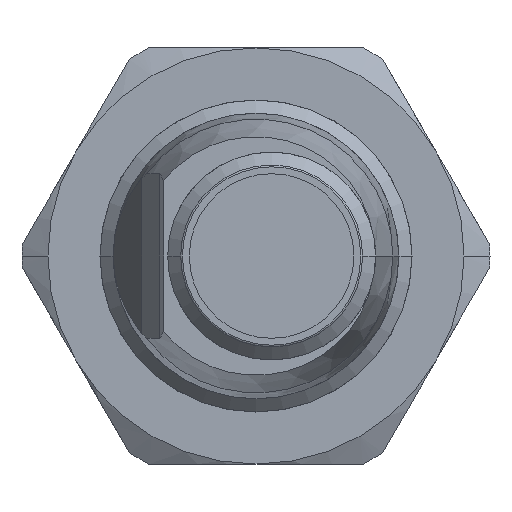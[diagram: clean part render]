
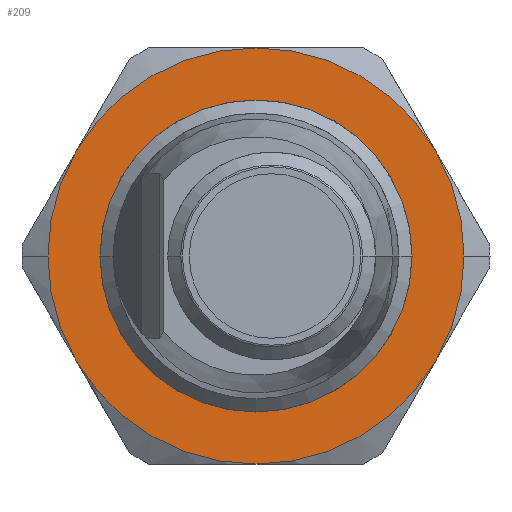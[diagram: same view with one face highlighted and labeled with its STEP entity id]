
A CAD part, left-side view. The second image highlights one B-rep face of the part: STEP entity #209.
In plain terms, the highlighted planar face has unit normal (-1, 0, 0).
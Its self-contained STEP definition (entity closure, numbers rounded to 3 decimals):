
#209=ADVANCED_FACE('',(#520,#521),#522,.F.);
#520=FACE_OUTER_BOUND('',#832,.T.);
#521=FACE_BOUND('',#833,.T.);
#522=PLANE('',#834);
#832=EDGE_LOOP('',(#1926,#1927,#1928,#1929,#1930,#1931,#1932,#1933));
#833=EDGE_LOOP('',(#1934,#1935));
#834=AXIS2_PLACEMENT_3D('',#1936,#1937,#1938);
#1926=ORIENTED_EDGE('',*,*,#2243,.F.);
#1927=ORIENTED_EDGE('',*,*,#2240,.F.);
#1928=ORIENTED_EDGE('',*,*,#2237,.F.);
#1929=ORIENTED_EDGE('',*,*,#2196,.F.);
#1930=ORIENTED_EDGE('',*,*,#2235,.F.);
#1931=ORIENTED_EDGE('',*,*,#2251,.F.);
#1932=ORIENTED_EDGE('',*,*,#2190,.F.);
#1933=ORIENTED_EDGE('',*,*,#2246,.F.);
#1934=ORIENTED_EDGE('',*,*,#2172,.F.);
#1935=ORIENTED_EDGE('',*,*,#2268,.F.);
#1936=CARTESIAN_POINT('',(-35.3,0.,0.));
#1937=DIRECTION('',(1.0,0.,0.));
#1938=DIRECTION('',(0.,0.0,1.0));
#2172=EDGE_CURVE('',#2643,#2646,#2647,.T.);
#2190=EDGE_CURVE('',#2677,#2680,#2681,.T.);
#2196=EDGE_CURVE('',#2690,#2686,#2692,.T.);
#2235=EDGE_CURVE('',#2756,#2690,#2758,.T.);
#2237=EDGE_CURVE('',#2686,#2760,#2761,.T.);
#2240=EDGE_CURVE('',#2760,#2764,#2765,.T.);
#2243=EDGE_CURVE('',#2764,#2768,#2769,.T.);
#2246=EDGE_CURVE('',#2768,#2677,#2772,.T.);
#2251=EDGE_CURVE('',#2680,#2756,#2778,.T.);
#2268=EDGE_CURVE('',#2646,#2643,#2798,.T.);
#2643=VERTEX_POINT('',#3545);
#2646=VERTEX_POINT('',#3549);
#2647=CIRCLE('',#3550,9.0);
#2677=VERTEX_POINT('',#3609);
#2680=VERTEX_POINT('',#3613);
#2681=CIRCLE('',#3614,12.005);
#2686=VERTEX_POINT('',#3630);
#2690=VERTEX_POINT('',#3635);
#2692=CIRCLE('',#3648,12.005);
#2756=VERTEX_POINT('',#3730);
#2758=CIRCLE('',#3743,12.005);
#2760=VERTEX_POINT('',#3756);
#2761=CIRCLE('',#3757,12.005);
#2764=VERTEX_POINT('',#3782);
#2765=CIRCLE('',#3783,12.005);
#2768=VERTEX_POINT('',#3808);
#2769=CIRCLE('',#3809,12.005);
#2772=CIRCLE('',#3834,12.005);
#2778=CIRCLE('',#3884,12.005);
#2798=CIRCLE('',#3992,9.0);
#3545=CARTESIAN_POINT('',(-35.3,-9.0,0.));
#3549=CARTESIAN_POINT('',(-35.3,9.0,0.));
#3550=AXIS2_PLACEMENT_3D('',#4462,#4463,#4464);
#3609=CARTESIAN_POINT('',(-35.3,-12.005,0.));
#3613=CARTESIAN_POINT('',(-35.3,-10.397,-6.003));
#3614=AXIS2_PLACEMENT_3D('',#4494,#4495,#4496);
#3630=CARTESIAN_POINT('',(-35.3,12.005,0.));
#3635=CARTESIAN_POINT('',(-35.3,10.397,-6.003));
#3648=AXIS2_PLACEMENT_3D('',#4504,#4505,#4506);
#3730=CARTESIAN_POINT('',(-35.3,0.0,-12.005));
#3743=AXIS2_PLACEMENT_3D('',#4582,#4583,#4584);
#3756=CARTESIAN_POINT('',(-35.3,10.397,6.002));
#3757=AXIS2_PLACEMENT_3D('',#4585,#4586,#4587);
#3782=CARTESIAN_POINT('',(-35.3,0.,12.005));
#3783=AXIS2_PLACEMENT_3D('',#4588,#4589,#4590);
#3808=CARTESIAN_POINT('',(-35.3,-10.397,6.003));
#3809=AXIS2_PLACEMENT_3D('',#4591,#4592,#4593);
#3834=AXIS2_PLACEMENT_3D('',#4594,#4595,#4596);
#3884=AXIS2_PLACEMENT_3D('',#4597,#4598,#4599);
#3992=AXIS2_PLACEMENT_3D('',#4624,#4625,#4626);
#4462=CARTESIAN_POINT('',(-35.3,0.0,0.));
#4463=DIRECTION('',(-1.0,0.,0.));
#4464=DIRECTION('',(0.,-1.0,0.));
#4494=CARTESIAN_POINT('',(-35.3,0.0,0.));
#4495=DIRECTION('',(1.0,0.,0.));
#4496=DIRECTION('',(0.,-1.0,0.));
#4504=CARTESIAN_POINT('',(-35.3,0.0,0.));
#4505=DIRECTION('',(1.0,0.,0.));
#4506=DIRECTION('',(0.,-1.0,0.));
#4582=CARTESIAN_POINT('',(-35.3,0.0,0.));
#4583=DIRECTION('',(1.0,0.,0.));
#4584=DIRECTION('',(0.,-1.0,0.));
#4585=CARTESIAN_POINT('',(-35.3,0.0,0.));
#4586=DIRECTION('',(1.0,0.,0.));
#4587=DIRECTION('',(0.,-1.0,0.));
#4588=CARTESIAN_POINT('',(-35.3,0.0,0.));
#4589=DIRECTION('',(1.0,0.,0.));
#4590=DIRECTION('',(0.,-1.0,0.));
#4591=CARTESIAN_POINT('',(-35.3,0.0,0.));
#4592=DIRECTION('',(1.0,0.,0.));
#4593=DIRECTION('',(0.,-1.0,0.));
#4594=CARTESIAN_POINT('',(-35.3,0.0,0.));
#4595=DIRECTION('',(1.0,0.,0.));
#4596=DIRECTION('',(0.,-1.0,0.));
#4597=CARTESIAN_POINT('',(-35.3,0.0,0.));
#4598=DIRECTION('',(1.0,0.,0.));
#4599=DIRECTION('',(0.,-1.0,0.));
#4624=CARTESIAN_POINT('',(-35.3,0.0,0.));
#4625=DIRECTION('',(-1.0,0.,0.));
#4626=DIRECTION('',(0.,-1.0,0.));
